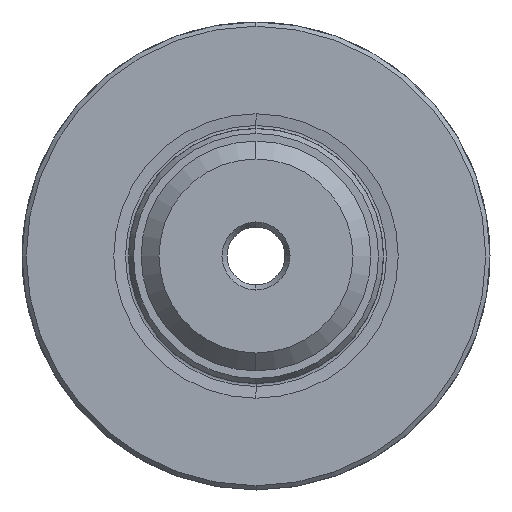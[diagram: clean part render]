
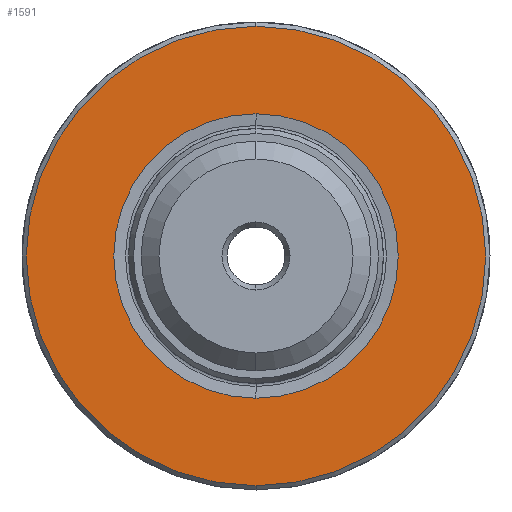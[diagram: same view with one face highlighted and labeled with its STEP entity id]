
A CAD part, left-side view. The second image highlights one B-rep face of the part: STEP entity #1591.
In plain terms, the highlighted planar face has unit normal (-1, 0, 0).
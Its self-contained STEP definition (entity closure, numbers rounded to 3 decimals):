
#27 = DIRECTION ( 'NONE',  ( 0., 0., 1. ) ) ;
#35 = DIRECTION ( 'NONE',  ( -1., 0., 0. ) ) ;
#44 = DIRECTION ( 'NONE',  ( 1., 0., 0. ) ) ;
#54 = CARTESIAN_POINT ( 'NONE',  ( 0., 0., 0. ) ) ;
#73 = CARTESIAN_POINT ( 'NONE',  ( 0., 16.715, 0. ) ) ;
#116 = PLANE ( 'NONE',  #1763 ) ;
#130 = CIRCLE ( 'NONE', #390, 16.715 ) ;
#187 = CARTESIAN_POINT ( 'NONE',  ( 0., 0., 16.715 ) ) ;
#215 = CIRCLE ( 'NONE', #618, 16.715 ) ;
#367 = DIRECTION ( 'NONE',  ( 1., 0., 0. ) ) ;
#390 = AXIS2_PLACEMENT_3D ( 'NONE', #1134, #1276, #1262 ) ;
#510 = VERTEX_POINT ( 'NONE', #1420 ) ;
#531 = VERTEX_POINT ( 'NONE', #187 ) ;
#547 = EDGE_CURVE ( 'NONE', #531, #510, #215, .T. ) ;
#575 = DIRECTION ( 'NONE',  ( 0., 0., -1. ) ) ;
#618 = AXIS2_PLACEMENT_3D ( 'NONE', #2087, #367, #1831 ) ;
#680 = FACE_OUTER_BOUND ( 'NONE', #1456, .T. ) ;
#699 = EDGE_CURVE ( 'NONE', #510, #531, #130, .T. ) ;
#701 = VERTEX_POINT ( 'NONE', #1001 ) ;
#734 = CIRCLE ( 'NONE', #1076, 27. ) ;
#767 = FACE_BOUND ( 'NONE', #1346, .T. ) ;
#938 = VERTEX_POINT ( 'NONE', #2122 ) ;
#1001 = CARTESIAN_POINT ( 'NONE',  ( 0., 0., 27. ) ) ;
#1076 = AXIS2_PLACEMENT_3D ( 'NONE', #54, #44, #575 ) ;
#1134 = CARTESIAN_POINT ( 'NONE',  ( 0., 0., 0. ) ) ;
#1176 = AXIS2_PLACEMENT_3D ( 'NONE', #2017, #2013, #2008 ) ;
#1262 = DIRECTION ( 'NONE',  ( 0., 0., -1. ) ) ;
#1276 = DIRECTION ( 'NONE',  ( 1., 0., 0. ) ) ;
#1346 = EDGE_LOOP ( 'NONE', ( #1652, #1640 ) ) ;
#1420 = CARTESIAN_POINT ( 'NONE',  ( 0., 0., -16.715 ) ) ;
#1456 = EDGE_LOOP ( 'NONE', ( #1657, #1717 ) ) ;
#1591 = ADVANCED_FACE ( 'NONE', ( #767, #680 ), #116, .T. ) ;
#1640 = ORIENTED_EDGE ( 'NONE', *, *, #699, .T. ) ;
#1646 = EDGE_CURVE ( 'NONE', #938, #701, #1957, .T. ) ;
#1652 = ORIENTED_EDGE ( 'NONE', *, *, #547, .T. ) ;
#1657 = ORIENTED_EDGE ( 'NONE', *, *, #1646, .F. ) ;
#1717 = ORIENTED_EDGE ( 'NONE', *, *, #1870, .F. ) ;
#1763 = AXIS2_PLACEMENT_3D ( 'NONE', #73, #35, #27 ) ;
#1831 = DIRECTION ( 'NONE',  ( 0., 0., -1. ) ) ;
#1870 = EDGE_CURVE ( 'NONE', #701, #938, #734, .T. ) ;
#1957 = CIRCLE ( 'NONE', #1176, 27. ) ;
#2008 = DIRECTION ( 'NONE',  ( 0., 0., -1. ) ) ;
#2013 = DIRECTION ( 'NONE',  ( 1., 0., 0. ) ) ;
#2017 = CARTESIAN_POINT ( 'NONE',  ( 0., 0., 0. ) ) ;
#2087 = CARTESIAN_POINT ( 'NONE',  ( 0., 0., 0. ) ) ;
#2122 = CARTESIAN_POINT ( 'NONE',  ( 0., 0., -27. ) ) ;
